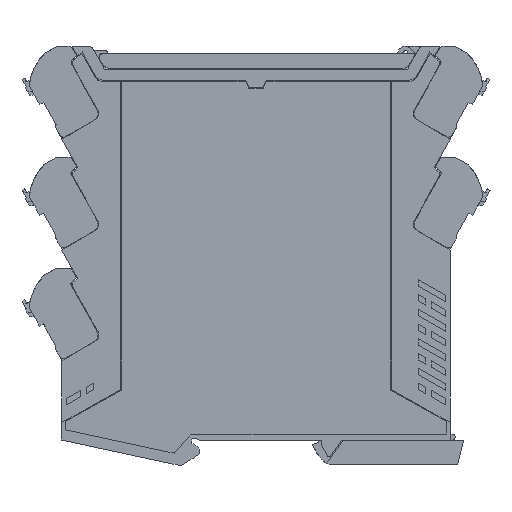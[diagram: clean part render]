
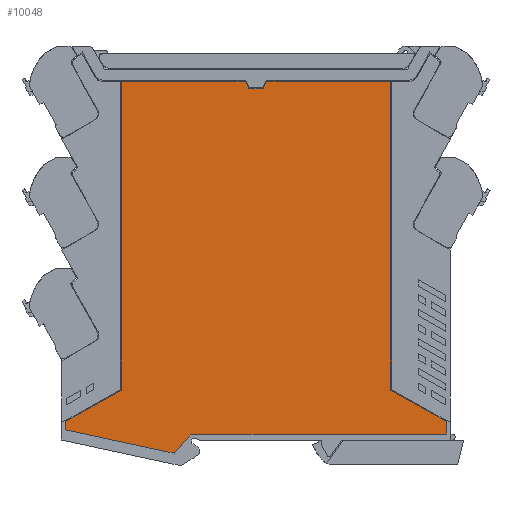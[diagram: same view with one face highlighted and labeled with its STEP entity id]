
A CAD part, left-side view. The second image highlights one B-rep face of the part: STEP entity #10048.
In plain terms, the highlighted planar face has unit normal (-1, 0, 0).
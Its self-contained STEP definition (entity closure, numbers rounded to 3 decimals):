
#10026=AXIS2_PLACEMENT_3D('Plane Axis2P3D',#10023,#10024,#10025) ;
#7634=CARTESIAN_POINT('Vertex',(0.,100.196,20.571)) ;
#7637=CARTESIAN_POINT('Line Origine',(0.,100.196,62.547)) ;
#7641=CARTESIAN_POINT('Vertex',(0.,100.196,104.524)) ;
#7657=CARTESIAN_POINT('Line Origine',(0.,68.177,104.524)) ;
#7661=CARTESIAN_POINT('Vertex',(0.,66.427,104.524)) ;
#7663=CARTESIAN_POINT('Vertex',(0.,69.927,104.524)) ;
#7671=CARTESIAN_POINT('Line Origine',(0.,85.062,104.524)) ;
#7690=CARTESIAN_POINT('Line Origine',(0.,65.984,103.574)) ;
#7694=CARTESIAN_POINT('Vertex',(0.,65.541,102.624)) ;
#7719=CARTESIAN_POINT('Vertex',(0.,61.651,102.624)) ;
#7722=CARTESIAN_POINT('Line Origine',(0.,63.596,102.624)) ;
#7740=CARTESIAN_POINT('Line Origine',(0.,61.208,103.574)) ;
#7744=CARTESIAN_POINT('Vertex',(0.,60.765,104.524)) ;
#7760=CARTESIAN_POINT('Line Origine',(0.,59.015,104.524)) ;
#7764=CARTESIAN_POINT('Vertex',(0.,57.265,104.524)) ;
#7767=CARTESIAN_POINT('Line Origine',(0.,42.131,104.524)) ;
#7771=CARTESIAN_POINT('Vertex',(0.,26.996,104.524)) ;
#7793=CARTESIAN_POINT('Line Origine',(0.,26.996,62.547)) ;
#7797=CARTESIAN_POINT('Vertex',(0.,26.996,20.571)) ;
#7818=CARTESIAN_POINT('Line Origine',(0.,19.38,16.305)) ;
#7822=CARTESIAN_POINT('Vertex',(0.,11.764,12.04)) ;
#7843=CARTESIAN_POINT('Line Origine',(0.,11.764,10.332)) ;
#7847=CARTESIAN_POINT('Vertex',(0.,11.764,8.624)) ;
#7868=CARTESIAN_POINT('Line Origine',(0.,46.543,8.624)) ;
#7872=CARTESIAN_POINT('Vertex',(0.,81.323,8.624)) ;
#7893=CARTESIAN_POINT('Line Origine',(0.,83.838,5.745)) ;
#7897=CARTESIAN_POINT('Vertex',(0.,85.876,3.413)) ;
#7899=CARTESIAN_POINT('Vertex',(0.,81.801,8.077)) ;
#7907=CARTESIAN_POINT('Line Origine',(0.,81.56,8.353)) ;
#7911=CARTESIAN_POINT('Vertex',(0.,81.796,8.082)) ;
#7914=CARTESIAN_POINT('Line Origine',(0.,81.799,8.079)) ;
#7936=CARTESIAN_POINT('Line Origine',(0.,100.652,6.592)) ;
#7940=CARTESIAN_POINT('Vertex',(0.,115.428,9.771)) ;
#7961=CARTESIAN_POINT('Line Origine',(0.,115.428,10.906)) ;
#7965=CARTESIAN_POINT('Vertex',(0.,115.428,12.04)) ;
#7986=CARTESIAN_POINT('Line Origine',(0.,107.812,16.305)) ;
#10023=CARTESIAN_POINT('Axis2P3D Location',(0.,63.596,7.024)) ;
#7638=DIRECTION('Vector Direction',(0.,0.,-1.)) ;
#7658=DIRECTION('Vector Direction',(0.,1.,0.)) ;
#7672=DIRECTION('Vector Direction',(0.,1.,0.)) ;
#7691=DIRECTION('Vector Direction',(0.,0.423,0.906)) ;
#7723=DIRECTION('Vector Direction',(0.,1.,0.)) ;
#7741=DIRECTION('Vector Direction',(0.,-0.423,0.906)) ;
#7761=DIRECTION('Vector Direction',(0.,1.,0.)) ;
#7768=DIRECTION('Vector Direction',(0.,1.,0.)) ;
#7794=DIRECTION('Vector Direction',(0.,0.,1.)) ;
#7819=DIRECTION('Vector Direction',(0.,0.872,0.489)) ;
#7844=DIRECTION('Vector Direction',(0.,0.,1.)) ;
#7869=DIRECTION('Vector Direction',(0.,1.,0.)) ;
#7894=DIRECTION('Vector Direction',(0.,-0.658,0.753)) ;
#7908=DIRECTION('Vector Direction',(0.,-0.658,0.753)) ;
#7915=DIRECTION('Vector Direction',(0.,-0.658,0.753)) ;
#7937=DIRECTION('Vector Direction',(0.,-0.978,-0.21)) ;
#7962=DIRECTION('Vector Direction',(0.,0.,-1.)) ;
#7987=DIRECTION('Vector Direction',(0.,0.872,-0.489)) ;
#10024=DIRECTION('Axis2P3D Direction',(-1.,0.,0.)) ;
#10025=DIRECTION('Axis2P3D XDirection',(0.,1.,0.)) ;
#7639=VECTOR('Line Direction',#7638,1.) ;
#7659=VECTOR('Line Direction',#7658,1.) ;
#7673=VECTOR('Line Direction',#7672,1.) ;
#7692=VECTOR('Line Direction',#7691,1.) ;
#7724=VECTOR('Line Direction',#7723,1.) ;
#7742=VECTOR('Line Direction',#7741,1.) ;
#7762=VECTOR('Line Direction',#7761,1.) ;
#7769=VECTOR('Line Direction',#7768,1.) ;
#7795=VECTOR('Line Direction',#7794,1.) ;
#7820=VECTOR('Line Direction',#7819,1.) ;
#7845=VECTOR('Line Direction',#7844,1.) ;
#7870=VECTOR('Line Direction',#7869,1.) ;
#7895=VECTOR('Line Direction',#7894,1.) ;
#7909=VECTOR('Line Direction',#7908,1.) ;
#7916=VECTOR('Line Direction',#7915,1.) ;
#7938=VECTOR('Line Direction',#7937,1.) ;
#7963=VECTOR('Line Direction',#7962,1.) ;
#7988=VECTOR('Line Direction',#7987,1.) ;
#10029=ORIENTED_EDGE('',*,*,#7901,.T.) ;
#10030=ORIENTED_EDGE('',*,*,#7918,.T.) ;
#10031=ORIENTED_EDGE('',*,*,#7913,.T.) ;
#10032=ORIENTED_EDGE('',*,*,#7874,.T.) ;
#10033=ORIENTED_EDGE('',*,*,#7849,.T.) ;
#10034=ORIENTED_EDGE('',*,*,#7824,.T.) ;
#10035=ORIENTED_EDGE('',*,*,#7799,.T.) ;
#10036=ORIENTED_EDGE('',*,*,#7773,.T.) ;
#10037=ORIENTED_EDGE('',*,*,#7766,.T.) ;
#10038=ORIENTED_EDGE('',*,*,#7746,.T.) ;
#10039=ORIENTED_EDGE('',*,*,#7726,.T.) ;
#10040=ORIENTED_EDGE('',*,*,#7696,.T.) ;
#10041=ORIENTED_EDGE('',*,*,#7665,.T.) ;
#10042=ORIENTED_EDGE('',*,*,#7675,.T.) ;
#10043=ORIENTED_EDGE('',*,*,#7643,.T.) ;
#10044=ORIENTED_EDGE('',*,*,#7990,.T.) ;
#10045=ORIENTED_EDGE('',*,*,#7967,.T.) ;
#10046=ORIENTED_EDGE('',*,*,#7942,.T.) ;
#10048=ADVANCED_FACE('GEHAEUSE',(#10047),#10027,.T.) ;
#7643=EDGE_CURVE('',#7642,#7635,#7640,.T.) ;
#7665=EDGE_CURVE('',#7662,#7664,#7660,.T.) ;
#7675=EDGE_CURVE('',#7664,#7642,#7674,.T.) ;
#7696=EDGE_CURVE('',#7695,#7662,#7693,.T.) ;
#7726=EDGE_CURVE('',#7720,#7695,#7725,.T.) ;
#7746=EDGE_CURVE('',#7745,#7720,#7743,.F.) ;
#7766=EDGE_CURVE('',#7765,#7745,#7763,.T.) ;
#7773=EDGE_CURVE('',#7772,#7765,#7770,.T.) ;
#7799=EDGE_CURVE('',#7798,#7772,#7796,.T.) ;
#7824=EDGE_CURVE('',#7823,#7798,#7821,.T.) ;
#7849=EDGE_CURVE('',#7848,#7823,#7846,.T.) ;
#7874=EDGE_CURVE('',#7873,#7848,#7871,.F.) ;
#7901=EDGE_CURVE('',#7898,#7900,#7896,.T.) ;
#7913=EDGE_CURVE('',#7912,#7873,#7910,.T.) ;
#7918=EDGE_CURVE('',#7900,#7912,#7917,.T.) ;
#7942=EDGE_CURVE('',#7941,#7898,#7939,.T.) ;
#7967=EDGE_CURVE('',#7966,#7941,#7964,.T.) ;
#7990=EDGE_CURVE('',#7635,#7966,#7989,.T.) ;
#10028=EDGE_LOOP('',(#10029,#10030,#10031,#10032,#10033,#10034,#10035,#10036,#10037,#10038,#10039,#10040,#10041,#10042,#10043,#10044,#10045,#10046)) ;
#10047=FACE_OUTER_BOUND('',#10028,.T.) ;
#7640=LINE('Line',#7637,#7639) ;
#7660=LINE('Line',#7657,#7659) ;
#7674=LINE('Line',#7671,#7673) ;
#7693=LINE('Line',#7690,#7692) ;
#7725=LINE('Line',#7722,#7724) ;
#7743=LINE('Line',#7740,#7742) ;
#7763=LINE('Line',#7760,#7762) ;
#7770=LINE('Line',#7767,#7769) ;
#7796=LINE('Line',#7793,#7795) ;
#7821=LINE('Line',#7818,#7820) ;
#7846=LINE('Line',#7843,#7845) ;
#7871=LINE('Line',#7868,#7870) ;
#7896=LINE('Line',#7893,#7895) ;
#7910=LINE('Line',#7907,#7909) ;
#7917=LINE('Line',#7914,#7916) ;
#7939=LINE('Line',#7936,#7938) ;
#7964=LINE('Line',#7961,#7963) ;
#7989=LINE('Line',#7986,#7988) ;
#10027=PLANE('',#10026) ;
#7635=VERTEX_POINT('',#7634) ;
#7642=VERTEX_POINT('',#7641) ;
#7662=VERTEX_POINT('',#7661) ;
#7664=VERTEX_POINT('',#7663) ;
#7695=VERTEX_POINT('',#7694) ;
#7720=VERTEX_POINT('',#7719) ;
#7745=VERTEX_POINT('',#7744) ;
#7765=VERTEX_POINT('',#7764) ;
#7772=VERTEX_POINT('',#7771) ;
#7798=VERTEX_POINT('',#7797) ;
#7823=VERTEX_POINT('',#7822) ;
#7848=VERTEX_POINT('',#7847) ;
#7873=VERTEX_POINT('',#7872) ;
#7898=VERTEX_POINT('',#7897) ;
#7900=VERTEX_POINT('',#7899) ;
#7912=VERTEX_POINT('',#7911) ;
#7941=VERTEX_POINT('',#7940) ;
#7966=VERTEX_POINT('',#7965) ;
